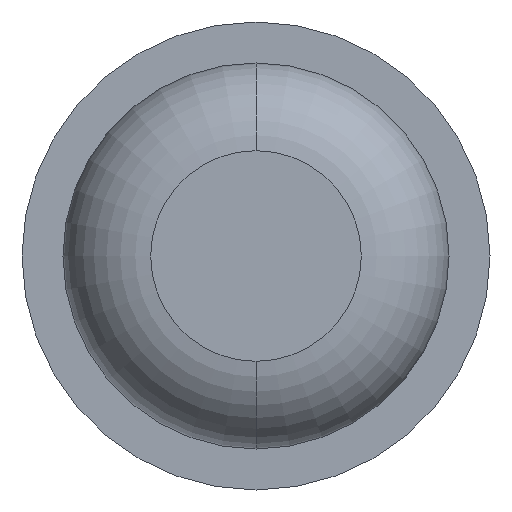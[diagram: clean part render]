
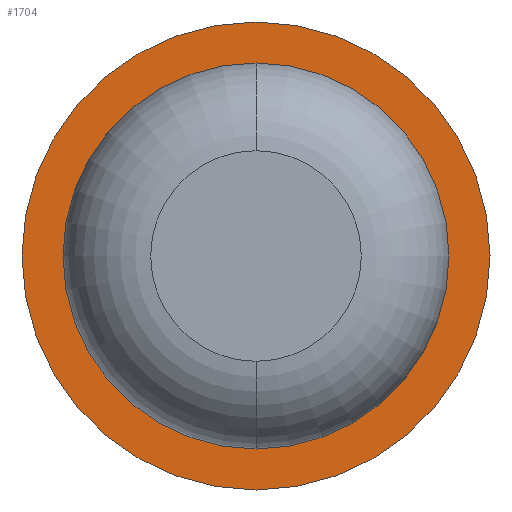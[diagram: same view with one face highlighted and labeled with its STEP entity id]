
A CAD part, front view. The second image highlights one B-rep face of the part: STEP entity #1704.
In plain terms, the highlighted planar face has unit normal (0, -1, 0).
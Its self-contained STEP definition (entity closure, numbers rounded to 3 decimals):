
#13 = VERTEX_POINT ( 'NONE', #1998 ) ;
#81 = DIRECTION ( 'NONE',  ( 0., 0., 1. ) ) ;
#162 = AXIS2_PLACEMENT_3D ( 'NONE', #3424, #3689, #1804 ) ;
#197 = DIRECTION ( 'NONE',  ( 0., 1., 0. ) ) ;
#320 = ORIENTED_EDGE ( 'NONE', *, *, #1409, .F. ) ;
#568 = DIRECTION ( 'NONE',  ( 0., 1., 0. ) ) ;
#599 = ORIENTED_EDGE ( 'NONE', *, *, #3047, .T. ) ;
#610 = CARTESIAN_POINT ( 'NONE',  ( 0., -2., -0.825 ) ) ;
#706 = EDGE_CURVE ( 'Defeature ausgef�hrt1_5+Defeature ausgef�hrt1_1+Defeature ausgef�hrt1_1+Defeature ausgef�hrt1_1', #793, #13, #3712, .T. ) ;
#748 = DIRECTION ( 'NONE',  ( 0., 1., 0. ) ) ;
#793 = VERTEX_POINT ( 'NONE', #610 ) ;
#912 = DIRECTION ( 'NONE',  ( 0., 0., 1. ) ) ;
#1036 = CARTESIAN_POINT ( 'NONE',  ( 0., -2., -1. ) ) ;
#1094 = AXIS2_PLACEMENT_3D ( 'NONE', #4056, #568, #2155 ) ;
#1202 = EDGE_LOOP ( 'NONE', ( #320, #3389 ) ) ;
#1409 = EDGE_CURVE ( 'Defeature ausgef�hrt1_6+Defeature ausgef�hrt1_5+Defeature ausgef�hrt1_5+Defeature ausgef�hrt1_5', #3992, #2972, #1555, .T. ) ;
#1555 = CIRCLE ( 'NONE', #162, 1. ) ;
#1704 = ADVANCED_FACE ( 'Defeature ausgef�hrt1_5', ( #2248, #3843 ), #3128, .F. ) ;
#1804 = DIRECTION ( 'NONE',  ( 0., 0., 1. ) ) ;
#1820 = DIRECTION ( 'NONE',  ( 0., 0., 1. ) ) ;
#1998 = CARTESIAN_POINT ( 'NONE',  ( 0., -2., 0.825 ) ) ;
#2155 = DIRECTION ( 'NONE',  ( 0., 0., 1. ) ) ;
#2173 = CARTESIAN_POINT ( 'NONE',  ( 0., -2., 0. ) ) ;
#2248 = FACE_OUTER_BOUND ( 'NONE', #1202, .T. ) ;
#2581 = AXIS2_PLACEMENT_3D ( 'NONE', #3024, #3836, #912 ) ;
#2803 = AXIS2_PLACEMENT_3D ( 'NONE', #3984, #748, #81 ) ;
#2972 = VERTEX_POINT ( 'NONE', #1036 ) ;
#2973 = ORIENTED_EDGE ( 'NONE', *, *, #706, .T. ) ;
#3024 = CARTESIAN_POINT ( 'NONE',  ( 0., -2., 0. ) ) ;
#3047 = EDGE_CURVE ( 'Defeature ausgef�hrt1_5+Defeature ausgef�hrt1_1+Defeature ausgef�hrt1_1+Defeature ausgef�hrt1_1', #13, #793, #4012, .T. ) ;
#3128 = PLANE ( 'NONE',  #1094 ) ;
#3146 = AXIS2_PLACEMENT_3D ( 'NONE', #2173, #197, #1820 ) ;
#3190 = EDGE_LOOP ( 'NONE', ( #599, #2973 ) ) ;
#3202 = EDGE_CURVE ( 'Defeature ausgef�hrt1_6+Defeature ausgef�hrt1_5+Defeature ausgef�hrt1_5+Defeature ausgef�hrt1_5', #2972, #3992, #3610, .T. ) ;
#3263 = CARTESIAN_POINT ( 'NONE',  ( 0., -2., 1. ) ) ;
#3389 = ORIENTED_EDGE ( 'NONE', *, *, #3202, .F. ) ;
#3424 = CARTESIAN_POINT ( 'NONE',  ( 0., -2., 0. ) ) ;
#3610 = CIRCLE ( 'NONE', #2581, 1. ) ;
#3689 = DIRECTION ( 'NONE',  ( 0., 1., 0. ) ) ;
#3712 = CIRCLE ( 'NONE', #3146, 0.825 ) ;
#3836 = DIRECTION ( 'NONE',  ( 0., 1., 0. ) ) ;
#3843 = FACE_BOUND ( 'NONE', #3190, .T. ) ;
#3984 = CARTESIAN_POINT ( 'NONE',  ( 0., -2., 0. ) ) ;
#3992 = VERTEX_POINT ( 'NONE', #3263 ) ;
#4012 = CIRCLE ( 'NONE', #2803, 0.825 ) ;
#4056 = CARTESIAN_POINT ( 'NONE',  ( 1., -2., 0. ) ) ;
